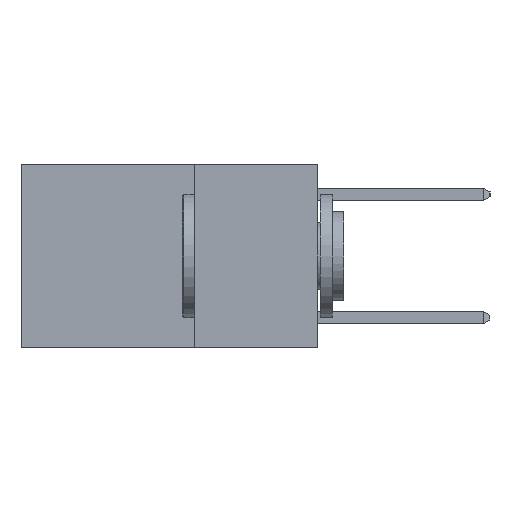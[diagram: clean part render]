
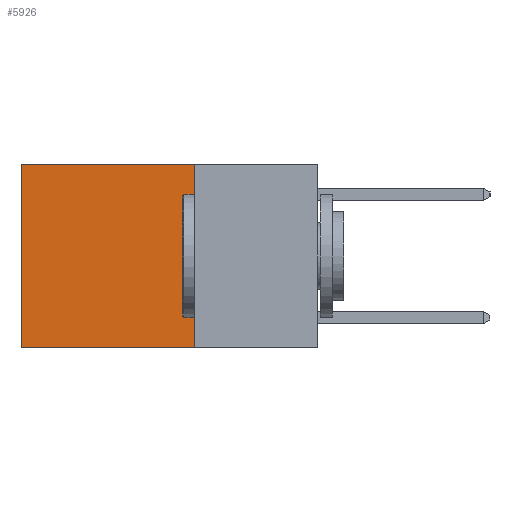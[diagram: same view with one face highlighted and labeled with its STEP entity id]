
A CAD part, left-side view. The second image highlights one B-rep face of the part: STEP entity #5926.
In plain terms, the highlighted planar face has unit normal (-1, 0, 0).
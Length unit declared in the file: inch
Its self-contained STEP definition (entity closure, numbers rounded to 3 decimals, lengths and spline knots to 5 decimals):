
#52 = DIRECTION ( 'NONE',  ( 0., 1., 0. ) ) ;
#680 = ORIENTED_EDGE ( 'NONE', *, *, #7284, .F. ) ;
#1759 = CARTESIAN_POINT ( 'NONE',  ( 0.2625, 0.6, 0. ) ) ;
#1854 = LINE ( 'NONE', #11128, #8603 ) ;
#2394 = VERTEX_POINT ( 'NONE', #8663 ) ;
#2408 = EDGE_LOOP ( 'NONE', ( #10165, #680, #9652, #9128 ) ) ;
#2952 = CARTESIAN_POINT ( 'NONE',  ( 0.2625, 0.25, 0. ) ) ;
#3298 = LINE ( 'NONE', #5825, #8215 ) ;
#3399 = CARTESIAN_POINT ( 'NONE',  ( 0.2625, 0.25, 0. ) ) ;
#4034 = VERTEX_POINT ( 'NONE', #11062 ) ;
#4356 = DIRECTION ( 'NONE',  ( 0., 0., -1. ) ) ;
#4551 = VECTOR ( 'NONE', #8041, 39.37008 ) ;
#5023 = LINE ( 'NONE', #3399, #11664 ) ;
#5209 = DIRECTION ( 'NONE',  ( 1., 0., 0. ) ) ;
#5313 = FACE_OUTER_BOUND ( 'NONE', #2408, .T. ) ;
#5825 = CARTESIAN_POINT ( 'NONE',  ( 0.2625, 0.25, 0. ) ) ;
#5926 = ADVANCED_FACE ( 'NONE', ( #5313 ), #6097, .F. ) ;
#6097 = PLANE ( 'NONE',  #11612 ) ;
#6643 = EDGE_CURVE ( 'NONE', #7626, #2394, #7274, .T. ) ;
#7274 = LINE ( 'NONE', #11370, #4551 ) ;
#7284 = EDGE_CURVE ( 'NONE', #4034, #2394, #1854, .T. ) ;
#7626 = VERTEX_POINT ( 'NONE', #1759 ) ;
#8041 = DIRECTION ( 'NONE',  ( 0., 0., -1. ) ) ;
#8097 = EDGE_CURVE ( 'NONE', #9365, #7626, #3298, .T. ) ;
#8215 = VECTOR ( 'NONE', #52, 39.37008 ) ;
#8603 = VECTOR ( 'NONE', #10368, 39.37008 ) ;
#8663 = CARTESIAN_POINT ( 'NONE',  ( 0.2625, 0.6, -0.37 ) ) ;
#9128 = ORIENTED_EDGE ( 'NONE', *, *, #8097, .T. ) ;
#9365 = VERTEX_POINT ( 'NONE', #2952 ) ;
#9652 = ORIENTED_EDGE ( 'NONE', *, *, #11015, .F. ) ;
#10165 = ORIENTED_EDGE ( 'NONE', *, *, #6643, .T. ) ;
#10368 = DIRECTION ( 'NONE',  ( 0., 1., 0. ) ) ;
#10459 = CARTESIAN_POINT ( 'NONE',  ( 0.2625, 0.25, 0. ) ) ;
#11015 = EDGE_CURVE ( 'NONE', #9365, #4034, #5023, .T. ) ;
#11062 = CARTESIAN_POINT ( 'NONE',  ( 0.2625, 0.25, -0.37 ) ) ;
#11128 = CARTESIAN_POINT ( 'NONE',  ( 0.2625, 0.25, -0.37 ) ) ;
#11260 = DIRECTION ( 'NONE',  ( 0., 0., -1. ) ) ;
#11370 = CARTESIAN_POINT ( 'NONE',  ( 0.2625, 0.6, 0. ) ) ;
#11612 = AXIS2_PLACEMENT_3D ( 'NONE', #10459, #5209, #11260 ) ;
#11664 = VECTOR ( 'NONE', #4356, 39.37008 ) ;
